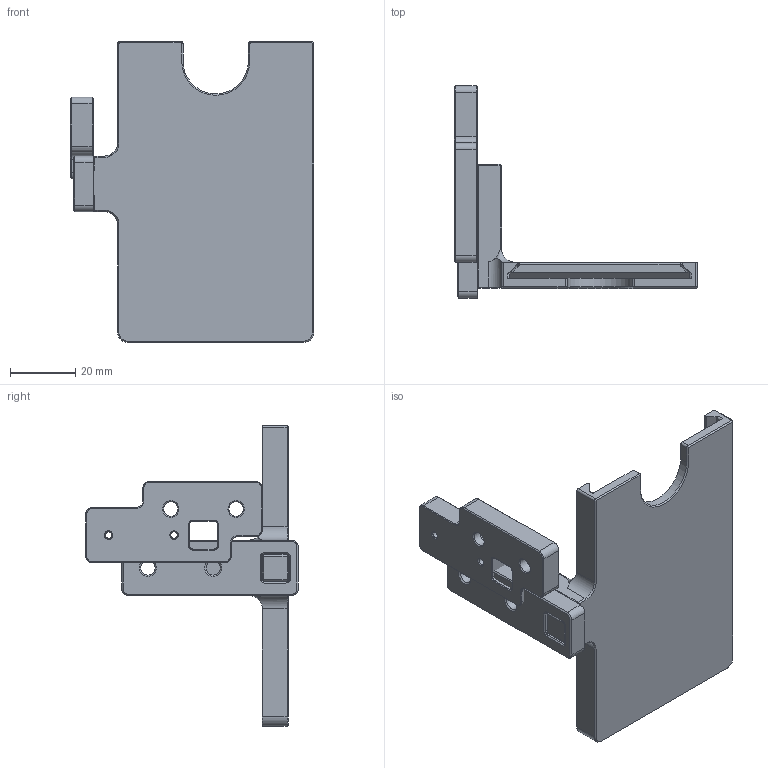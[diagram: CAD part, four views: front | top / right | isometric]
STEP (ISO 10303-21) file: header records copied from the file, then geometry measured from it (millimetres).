
FILE_DESCRIPTION(/* description */ (''),/* implementation_level */ '2;1');
FILE_NAME(/* name */ 'spuhr_dope_card_holder_magnetic.step',/* time_stamp */ '2024-06-17T17:17:50+12:00',/* author */ (''),/* organization */ (''),/* preprocessor_version */ 'ST-DEVELOPER v20',/* originating_system */ 'Autodesk Translation Framework v12.20.1.177',/* authorisation */ '');
FILE_SCHEMA (('AUTOMOTIVE_DESIGN { 1 0 10303 214 3 1 1 }'));
Length unit declared in the file: millimetre
Products named in the file (1): spuhr_magnetic_dope_holder
Bounding box: 74.5 x 65 x 92 mm (x, y, z)
Volume: 35923 mm3; surface area: 23045.2 mm2
Topology: 3 solids, 3 shells, 277 faces, 627 edges, 365 vertices
Faces by surface type: plane 119, cone 88, cylinder 62, bspline 4, torus 4
Full cylindrical faces by diameter (mm): 2 x2, 4.4 x4, 6 x6, 7.9 x5
Entity records: 7891 total; most frequent: CARTESIAN_POINT 1552, DIRECTION 1381, ORIENTED_EDGE 1250, EDGE_CURVE 625, AXIS2_PLACEMENT_3D 492, LINE 397, VECTOR 397, VERTEX_POINT 365
